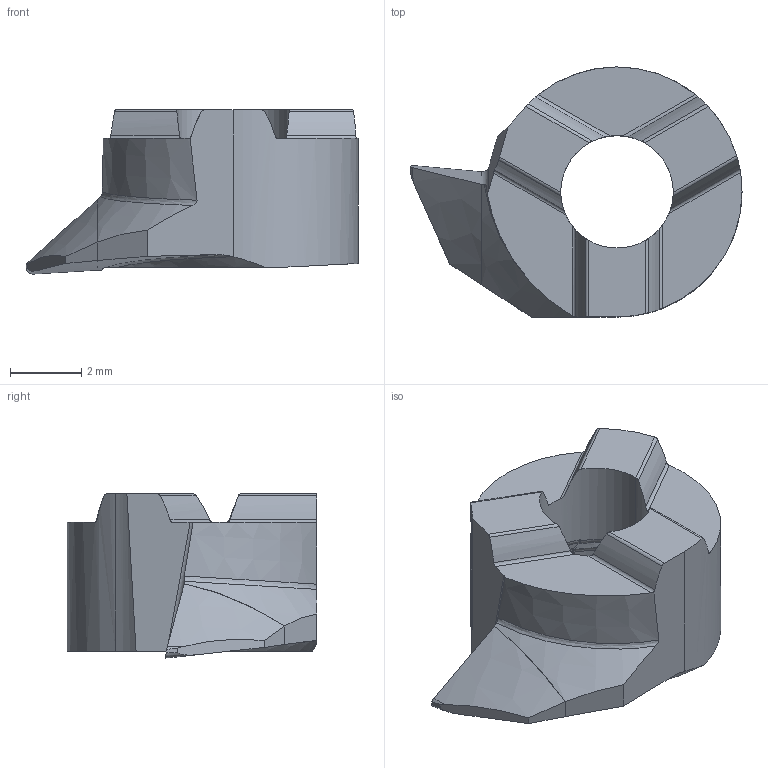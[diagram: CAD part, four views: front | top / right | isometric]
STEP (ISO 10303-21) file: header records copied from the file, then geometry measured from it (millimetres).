
FILE_DESCRIPTION(/* description */ (''),/* implementation_level */ '2;1');
FILE_NAME(/* name */ '1639050030749.stp',/* time_stamp */ '2021-12-09T17:10:38+06:00',/* author */ (''),/* organization */ ('SMS'),/* preprocessor_version */ 'ST-DEVELOPER v16.7',/* originating_system */ 'SIEMENS PLM Software NX 12.0',/* authorisation */ '');
FILE_SCHEMA (('AUTOMOTIVE_DESIGN { 1 0 10303 214 3 1 1 1 }'));
Length unit declared in the file: millimetre
Products named in the file (1): 203806149mod000_00
Bounding box: 9.3 x 7 x 4.6 mm (x, y, z)
Volume: 115.6 mm3; surface area: 217.9 mm2
Topology: 2 solids, 2 shells, 105 faces, 290 edges, 190 vertices
Faces by surface type: cylinder 33, bspline 28, plane 24, torus 14, cone 6
Entity records: 4622 total; most frequent: CARTESIAN_POINT 2190, ORIENTED_EDGE 578, DIRECTION 399, EDGE_CURVE 289, VERTEX_POINT 186, AXIS2_PLACEMENT_3D 166, B_SPLINE_CURVE_WITH_KNOTS 126, ADVANCED_FACE 105
